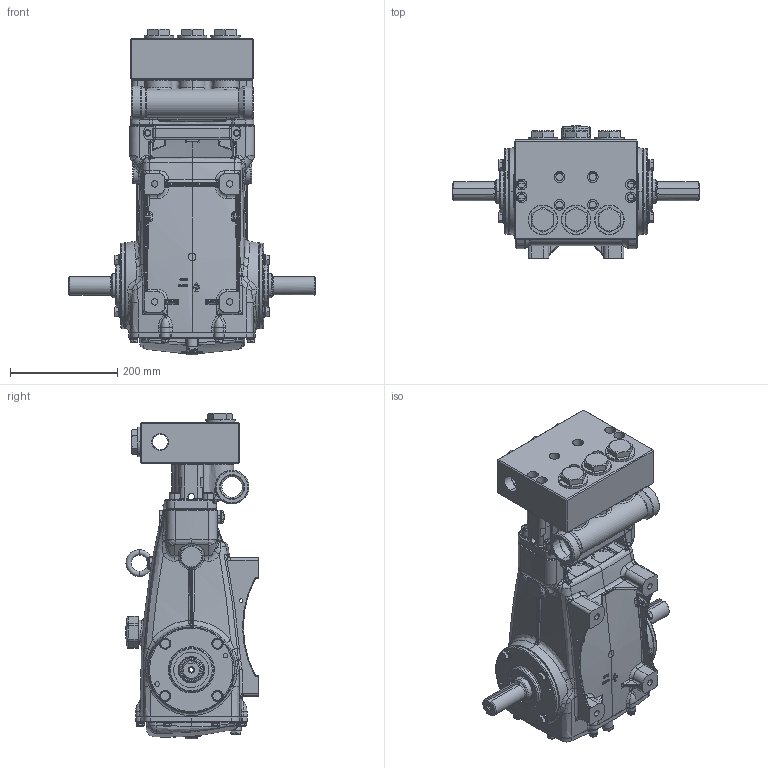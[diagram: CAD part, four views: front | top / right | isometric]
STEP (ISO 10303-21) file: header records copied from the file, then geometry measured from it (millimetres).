
FILE_DESCRIPTION (( 'STEP AP203' ), '1' );
FILE_NAME ('3570C.STEP', '2020-02-04T19:28:33', ( '' ), ( '' ), 'SwSTEP 2.0', 'SolidWorks 2019', '' );
FILE_SCHEMA (( 'CONFIG_CONTROL_DESIGN' ));
Products named in the file (1): 3570C
Bounding box: 460 x 247.5 x 608 mm (x, y, z)
Surface area: 886182.6 mm2 (no closed solid volume)
Topology: 0 solids, 66 shells, 2147 faces, 7322 edges, 4981 vertices
Faces by surface type: plane 674, bspline 543, cylinder 492, cone 242, torus 154, sphere 42
Entity records: 113742 total; most frequent: CARTESIAN_POINT 56736, ORIENTED_EDGE 11607, DIRECTION 10837, EDGE_CURVE 7254, VERTEX_POINT 4981, AXIS2_PLACEMENT_3D 4378, CIRCLE 2773, EDGE_LOOP 2395
